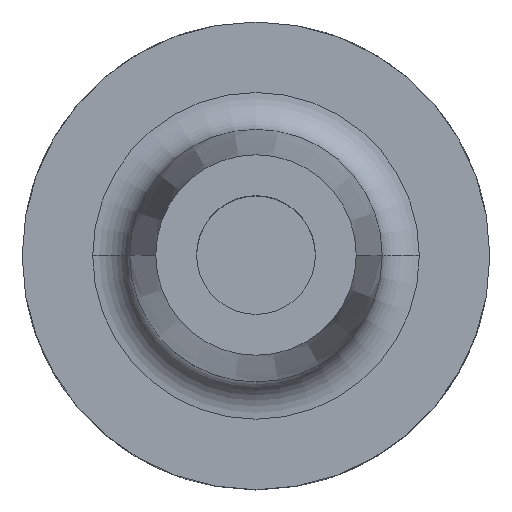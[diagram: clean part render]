
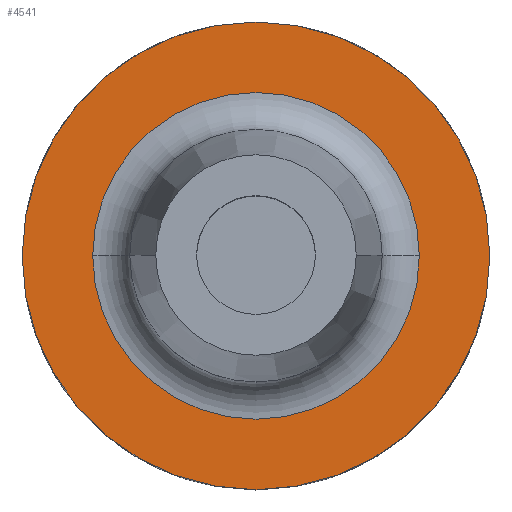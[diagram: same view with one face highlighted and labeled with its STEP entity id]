
A CAD part, top view. The second image highlights one B-rep face of the part: STEP entity #4541.
In plain terms, the highlighted planar face has unit normal (0, 0, 1).
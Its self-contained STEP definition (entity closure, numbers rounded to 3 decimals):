
#1 = CIRCLE ( 'NONE', #1455, 22. ) ;
#28 = CARTESIAN_POINT ( 'NONE',  ( 22., 0., 22. ) ) ;
#71 = ORIENTED_EDGE ( 'NONE', *, *, #1639, .T. ) ;
#185 = ORIENTED_EDGE ( 'NONE', *, *, #385, .T. ) ;
#321 = ORIENTED_EDGE ( 'NONE', *, *, #3120, .T. ) ;
#385 = EDGE_CURVE ( 'NONE', #3458, #752, #3023, .T. ) ;
#536 = AXIS2_PLACEMENT_3D ( 'NONE', #4920, #4196, #2162 ) ;
#591 = CARTESIAN_POINT ( 'NONE',  ( 0., 0., 22. ) ) ;
#635 = DIRECTION ( 'NONE',  ( -1., 0., 0. ) ) ;
#724 = EDGE_LOOP ( 'NONE', ( #321, #71 ) ) ;
#752 = VERTEX_POINT ( 'NONE', #3774 ) ;
#1033 = CARTESIAN_POINT ( 'NONE',  ( -31.5, 0., 22. ) ) ;
#1411 = AXIS2_PLACEMENT_3D ( 'NONE', #1650, #4344, #2058 ) ;
#1439 = CIRCLE ( 'NONE', #4624, 31.5 ) ;
#1455 = AXIS2_PLACEMENT_3D ( 'NONE', #4229, #1995, #635 ) ;
#1486 = FACE_OUTER_BOUND ( 'NONE', #724, .T. ) ;
#1556 = EDGE_LOOP ( 'NONE', ( #4828, #185 ) ) ;
#1639 = EDGE_CURVE ( 'NONE', #3979, #3410, #2469, .T. ) ;
#1650 = CARTESIAN_POINT ( 'NONE',  ( 0., 0., 22. ) ) ;
#1965 = EDGE_CURVE ( 'NONE', #752, #3458, #1, .T. ) ;
#1995 = DIRECTION ( 'NONE',  ( 0., 0., -1. ) ) ;
#2058 = DIRECTION ( 'NONE',  ( -1., 0., 0. ) ) ;
#2162 = DIRECTION ( 'NONE',  ( -1., 0., 0. ) ) ;
#2469 = CIRCLE ( 'NONE', #2614, 31.5 ) ;
#2614 = AXIS2_PLACEMENT_3D ( 'NONE', #3397, #3383, #3368 ) ;
#3023 = CIRCLE ( 'NONE', #536, 22. ) ;
#3120 = EDGE_CURVE ( 'NONE', #3410, #3979, #1439, .T. ) ;
#3368 = DIRECTION ( 'NONE',  ( 1., 0., 0. ) ) ;
#3383 = DIRECTION ( 'NONE',  ( 0., 0., 1. ) ) ;
#3397 = CARTESIAN_POINT ( 'NONE',  ( 0., 0., 22. ) ) ;
#3410 = VERTEX_POINT ( 'NONE', #4622 ) ;
#3458 = VERTEX_POINT ( 'NONE', #28 ) ;
#3574 = PLANE ( 'NONE',  #1411 ) ;
#3774 = CARTESIAN_POINT ( 'NONE',  ( -22., 0., 22. ) ) ;
#3979 = VERTEX_POINT ( 'NONE', #1033 ) ;
#4064 = DIRECTION ( 'NONE',  ( 1., 0., 0. ) ) ;
#4078 = DIRECTION ( 'NONE',  ( 0., 0., 1. ) ) ;
#4196 = DIRECTION ( 'NONE',  ( 0., 0., -1. ) ) ;
#4229 = CARTESIAN_POINT ( 'NONE',  ( 0., 0., 22. ) ) ;
#4344 = DIRECTION ( 'NONE',  ( 0., 0., -1. ) ) ;
#4455 = FACE_BOUND ( 'NONE', #1556, .T. ) ;
#4541 = ADVANCED_FACE ( 'NONE', ( #4455, #1486 ), #3574, .F. ) ;
#4622 = CARTESIAN_POINT ( 'NONE',  ( 31.5, 0., 22. ) ) ;
#4624 = AXIS2_PLACEMENT_3D ( 'NONE', #591, #4078, #4064 ) ;
#4828 = ORIENTED_EDGE ( 'NONE', *, *, #1965, .T. ) ;
#4920 = CARTESIAN_POINT ( 'NONE',  ( 0., 0., 22. ) ) ;
